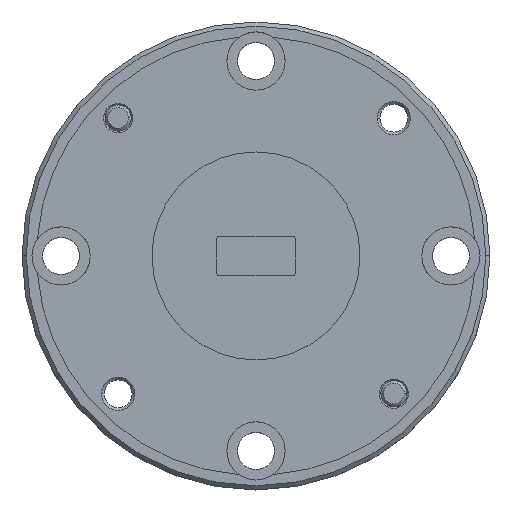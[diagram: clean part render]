
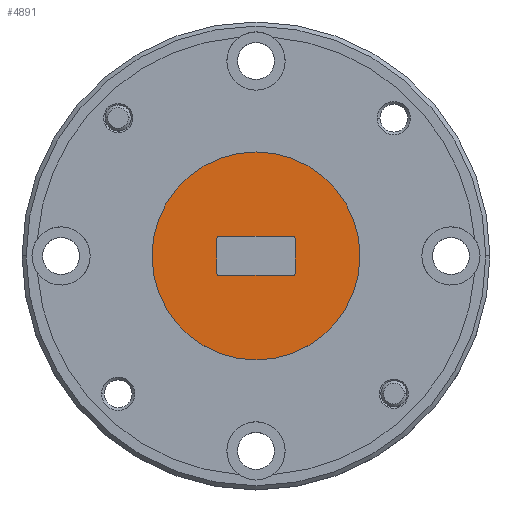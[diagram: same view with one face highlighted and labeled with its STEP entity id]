
A CAD part, top view. The second image highlights one B-rep face of the part: STEP entity #4891.
In plain terms, the highlighted planar face has unit normal (0, 0, 1).
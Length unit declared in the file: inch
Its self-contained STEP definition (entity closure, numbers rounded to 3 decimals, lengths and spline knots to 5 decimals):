
#20 = LINE ( 'NONE', #5444, #374 ) ;
#123 = VERTEX_POINT ( 'NONE', #5493 ) ;
#203 = VERTEX_POINT ( 'NONE', #5057 ) ;
#349 = CARTESIAN_POINT ( 'NONE',  ( -0.089, -0.042, 0. ) ) ;
#362 = DIRECTION ( 'NONE',  ( 1., 0., 0. ) ) ;
#374 = VECTOR ( 'NONE', #2389, 39.37008 ) ;
#416 = CARTESIAN_POINT ( 'NONE',  ( -0.094, -0.047, 0. ) ) ;
#499 = EDGE_CURVE ( 'NONE', #3176, #203, #4438, .T. ) ;
#512 = CARTESIAN_POINT ( 'NONE',  ( 0.089, 0.042, 0. ) ) ;
#630 = AXIS2_PLACEMENT_3D ( 'NONE', #1001, #2804, #1470 ) ;
#735 = VERTEX_POINT ( 'NONE', #1275 ) ;
#773 = CIRCLE ( 'NONE', #1052, 0.25 ) ;
#804 = EDGE_CURVE ( 'NONE', #1981, #123, #3200, .T. ) ;
#871 = EDGE_CURVE ( 'NONE', #4564, #1524, #1816, .T. ) ;
#986 = ORIENTED_EDGE ( 'NONE', *, *, #5520, .F. ) ;
#1001 = CARTESIAN_POINT ( 'NONE',  ( 0., 0., 0. ) ) ;
#1022 = VECTOR ( 'NONE', #1307, 39.37008 ) ;
#1035 = ORIENTED_EDGE ( 'NONE', *, *, #4665, .T. ) ;
#1038 = ORIENTED_EDGE ( 'NONE', *, *, #5783, .F. ) ;
#1052 = AXIS2_PLACEMENT_3D ( 'NONE', #4500, #3112, #4471 ) ;
#1198 = EDGE_LOOP ( 'NONE', ( #5543, #1648 ) ) ;
#1246 = EDGE_CURVE ( 'NONE', #5574, #1524, #3946, .T. ) ;
#1275 = CARTESIAN_POINT ( 'NONE',  ( -0.094, -0.042, 0. ) ) ;
#1307 = DIRECTION ( 'NONE',  ( 1., 0., 0. ) ) ;
#1314 = AXIS2_PLACEMENT_3D ( 'NONE', #4757, #3900, #3016 ) ;
#1362 = DIRECTION ( 'NONE',  ( 1., 0., 0. ) ) ;
#1445 = PLANE ( 'NONE',  #630 ) ;
#1470 = DIRECTION ( 'NONE',  ( 1., 0., 0. ) ) ;
#1508 = CARTESIAN_POINT ( 'NONE',  ( -0.094, 0.047, 0. ) ) ;
#1524 = VERTEX_POINT ( 'NONE', #2327 ) ;
#1580 = ORIENTED_EDGE ( 'NONE', *, *, #499, .T. ) ;
#1648 = ORIENTED_EDGE ( 'NONE', *, *, #804, .T. ) ;
#1816 = LINE ( 'NONE', #416, #1022 ) ;
#1889 = FACE_BOUND ( 'NONE', #2991, .T. ) ;
#1981 = VERTEX_POINT ( 'NONE', #2685 ) ;
#1991 = CIRCLE ( 'NONE', #2843, 0.005 ) ;
#1994 = CARTESIAN_POINT ( 'NONE',  ( -0.089, -0.047, 0. ) ) ;
#2220 = CARTESIAN_POINT ( 'NONE',  ( 0., 0., 0. ) ) ;
#2240 = CARTESIAN_POINT ( 'NONE',  ( 0.089, 0.047, 0. ) ) ;
#2246 = EDGE_CURVE ( 'NONE', #123, #1981, #773, .T. ) ;
#2314 = DIRECTION ( 'NONE',  ( 0., 0., -1. ) ) ;
#2327 = CARTESIAN_POINT ( 'NONE',  ( 0.089, -0.047, 0. ) ) ;
#2389 = DIRECTION ( 'NONE',  ( 0., -1., 0. ) ) ;
#2404 = AXIS2_PLACEMENT_3D ( 'NONE', #4498, #3497, #362 ) ;
#2436 = ORIENTED_EDGE ( 'NONE', *, *, #871, .F. ) ;
#2583 = ORIENTED_EDGE ( 'NONE', *, *, #1246, .T. ) ;
#2685 = CARTESIAN_POINT ( 'NONE',  ( -0.25, 0., 0. ) ) ;
#2764 = VERTEX_POINT ( 'NONE', #4688 ) ;
#2804 = DIRECTION ( 'NONE',  ( 0., 0., 1. ) ) ;
#2843 = AXIS2_PLACEMENT_3D ( 'NONE', #349, #4042, #3513 ) ;
#2991 = EDGE_LOOP ( 'NONE', ( #3381, #1580, #986, #2583, #2436, #3009, #1038, #1035 ) ) ;
#3009 = ORIENTED_EDGE ( 'NONE', *, *, #5611, .T. ) ;
#3016 = DIRECTION ( 'NONE',  ( 1., 0., 0. ) ) ;
#3112 = DIRECTION ( 'NONE',  ( 0., 0., 1. ) ) ;
#3118 = AXIS2_PLACEMENT_3D ( 'NONE', #512, #2314, #4115 ) ;
#3176 = VERTEX_POINT ( 'NONE', #2240 ) ;
#3200 = CIRCLE ( 'NONE', #4518, 0.25 ) ;
#3335 = VERTEX_POINT ( 'NONE', #3530 ) ;
#3381 = ORIENTED_EDGE ( 'NONE', *, *, #3893, .F. ) ;
#3385 = FACE_OUTER_BOUND ( 'NONE', #1198, .T. ) ;
#3410 = VECTOR ( 'NONE', #3508, 39.37008 ) ;
#3497 = DIRECTION ( 'NONE',  ( 0., 0., -1. ) ) ;
#3508 = DIRECTION ( 'NONE',  ( 0., 1., 0. ) ) ;
#3513 = DIRECTION ( 'NONE',  ( 1., 0., 0. ) ) ;
#3530 = CARTESIAN_POINT ( 'NONE',  ( -0.094, 0.042, 0. ) ) ;
#3893 = EDGE_CURVE ( 'NONE', #3176, #2764, #5535, .T. ) ;
#3900 = DIRECTION ( 'NONE',  ( 0., 0., -1. ) ) ;
#3916 = LINE ( 'NONE', #5696, #3410 ) ;
#3946 = CIRCLE ( 'NONE', #1314, 0.005 ) ;
#4042 = DIRECTION ( 'NONE',  ( 0., 0., -1. ) ) ;
#4115 = DIRECTION ( 'NONE',  ( 1., 0., 0. ) ) ;
#4438 = CIRCLE ( 'NONE', #3118, 0.005 ) ;
#4471 = DIRECTION ( 'NONE',  ( 1., 0., 0. ) ) ;
#4498 = CARTESIAN_POINT ( 'NONE',  ( -0.089, 0.042, 0. ) ) ;
#4500 = CARTESIAN_POINT ( 'NONE',  ( 0., 0., 0. ) ) ;
#4518 = AXIS2_PLACEMENT_3D ( 'NONE', #2220, #5833, #1362 ) ;
#4564 = VERTEX_POINT ( 'NONE', #1994 ) ;
#4665 = EDGE_CURVE ( 'NONE', #3335, #2764, #5495, .T. ) ;
#4688 = CARTESIAN_POINT ( 'NONE',  ( -0.089, 0.047, 0. ) ) ;
#4757 = CARTESIAN_POINT ( 'NONE',  ( 0.089, -0.042, 0. ) ) ;
#4891 = ADVANCED_FACE ( 'NONE', ( #1889, #3385 ), #1445, .T. ) ;
#5057 = CARTESIAN_POINT ( 'NONE',  ( 0.094, 0.042, 0. ) ) ;
#5108 = DIRECTION ( 'NONE',  ( -1., 0., 0. ) ) ;
#5310 = VECTOR ( 'NONE', #5108, 39.37008 ) ;
#5444 = CARTESIAN_POINT ( 'NONE',  ( -0.094, -0.047, 0. ) ) ;
#5493 = CARTESIAN_POINT ( 'NONE',  ( 0.25, 0., 0. ) ) ;
#5494 = CARTESIAN_POINT ( 'NONE',  ( 0.094, -0.042, 0. ) ) ;
#5495 = CIRCLE ( 'NONE', #2404, 0.005 ) ;
#5520 = EDGE_CURVE ( 'NONE', #5574, #203, #3916, .T. ) ;
#5535 = LINE ( 'NONE', #1508, #5310 ) ;
#5543 = ORIENTED_EDGE ( 'NONE', *, *, #2246, .T. ) ;
#5574 = VERTEX_POINT ( 'NONE', #5494 ) ;
#5611 = EDGE_CURVE ( 'NONE', #4564, #735, #1991, .T. ) ;
#5696 = CARTESIAN_POINT ( 'NONE',  ( 0.094, -0.047, 0. ) ) ;
#5783 = EDGE_CURVE ( 'NONE', #3335, #735, #20, .T. ) ;
#5833 = DIRECTION ( 'NONE',  ( 0., 0., 1. ) ) ;
